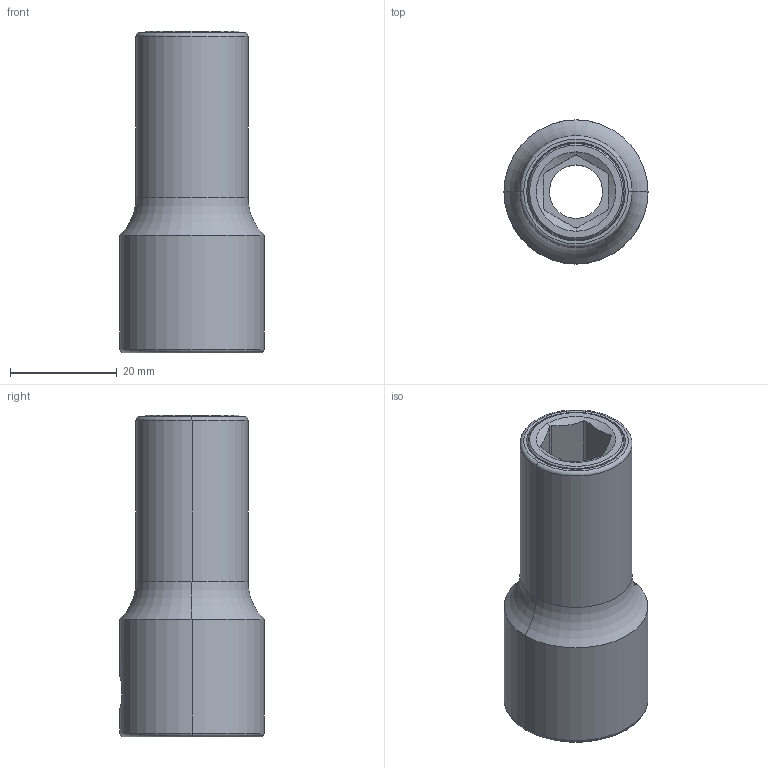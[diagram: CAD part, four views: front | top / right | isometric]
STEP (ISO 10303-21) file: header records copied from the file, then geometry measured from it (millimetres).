
FILE_DESCRIPTION((''),'2;1');
FILE_NAME('4027134212_ASM','2023-09-25T15:37:54',('a00565553'),(''),'CREO PARAMETRIC BY PTC INC, 2022414','CREO PARAMETRIC BY PTC INC, 2022414','');
FILE_SCHEMA(('CONFIG_CONTROL_DESIGN','GEOMETRIC_VALIDATION_PROPERTIES_MIM'));
Length unit declared in the file: millimetre
Products named in the file (3): 4027130212; 4027299254; 4027134212_ASM
Assembly tree (2 placements, depth 2):
  4027134212_ASM
    4027130212
    4027299254
Bounding box: 27 x 27 x 60.3 mm (x, y, z)
Volume: 17405.4 mm3; surface area: 15237.8 mm2
Topology: 2 solids, 2 shells, 79 faces, 205 edges, 128 vertices
Faces by surface type: cylinder 35, plane 21, torus 13, cone 10
Entity records: 3076 total; most frequent: CARTESIAN_POINT 740, DIRECTION 426, ORIENTED_EDGE 410, EDGE_CURVE 205, AXIS2_PLACEMENT_3D 178, VERTEX_POINT 128, CIRCLE 94, EDGE_LOOP 87
